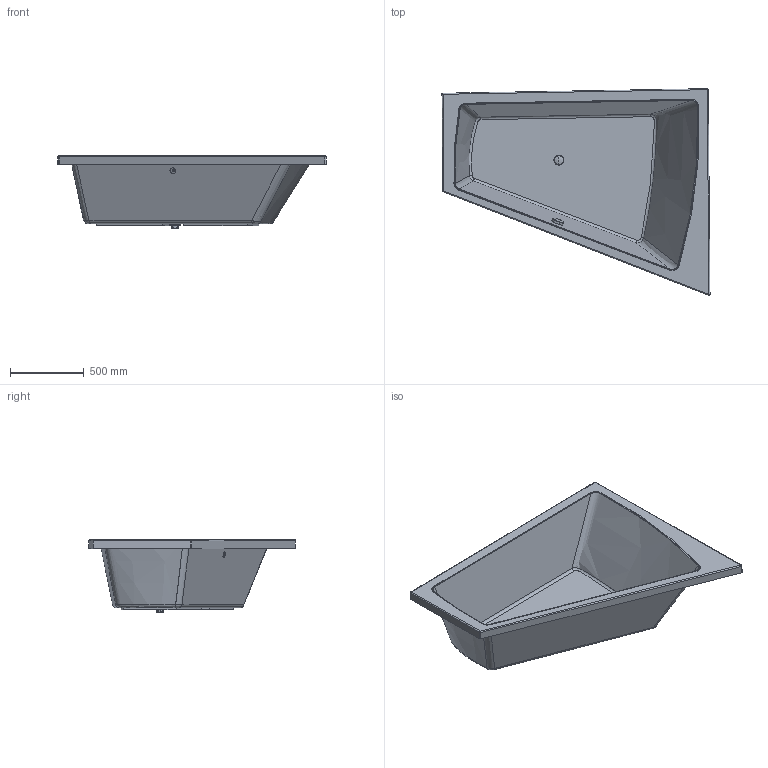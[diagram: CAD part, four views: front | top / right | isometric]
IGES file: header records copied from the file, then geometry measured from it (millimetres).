
Global section: file name: No Iges File Name specified; native system: Autodesk Inventor 2009; preprocessor: AutoDesk Inventor Iges Exporter R2009; author: Andreas; date: 20100722.223916; units: millimetre
Bounding box: 1812.19 x 1397.26 x 491.12 mm (x, y, z)
Volume: 32678754.4 mm3; surface area: 7412998 mm2
Topology: 4 solids, 4 shells, 143 faces, 358 edges, 219 vertices
Faces by surface type: bspline 96, cylinder 16, plane 15, torus 8, revolution 6, cone 2
